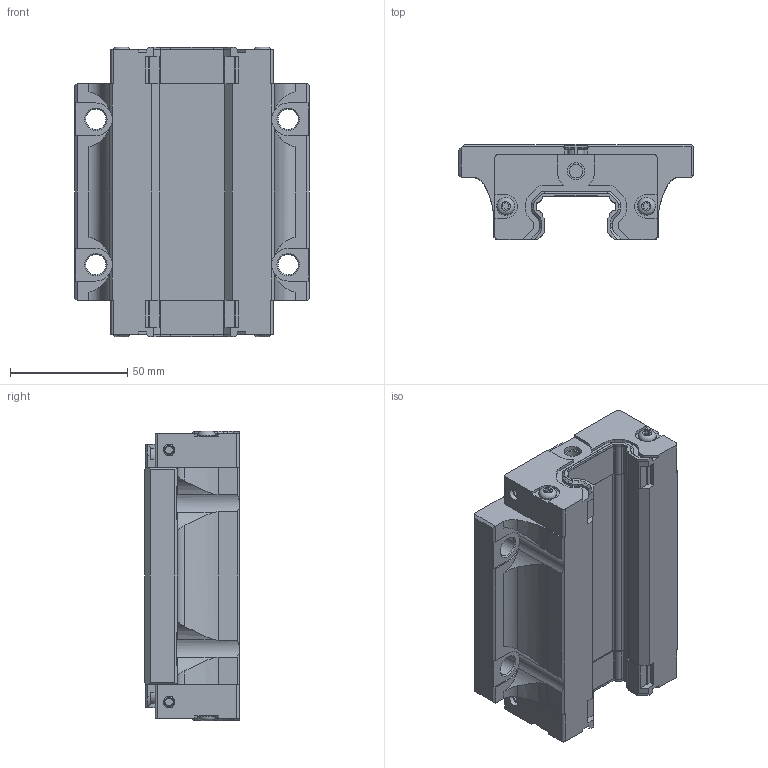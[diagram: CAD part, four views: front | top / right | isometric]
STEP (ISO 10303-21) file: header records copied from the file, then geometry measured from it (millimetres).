
FILE_DESCRIPTION(/* description */ ('Vozík'),/* implementation_level */ '2;1');
FILE_NAME(/* name */ 'LGBCH 35 FL SS N Z1-N.stp',/* time_stamp */ '2022-08-15T13:06:59+02:00',/* author */ ('konstrukce'),/* organization */ ('NTNAUTOMATION'),/* preprocessor_version */ 'ST-DEVELOPER v18.1',/* originating_system */ 'Autodesk Inventor 2022',/* authorisation */ '');
FILE_SCHEMA (('AUTOMOTIVE_DESIGN { 1 0 10303 214 3 1 1 }'));
Length unit declared in the file: millimetre
Products named in the file (1): LGBCH 35 FL SS N Z1-N
Bounding box: 100 x 40.5 x 123.5 mm (x, y, z)
Volume: 301514.3 mm3; surface area: 44871.2 mm2
Topology: 1 solids, 1 shells, 576 faces, 1570 edges, 1024 vertices
Faces by surface type: plane 366, cylinder 170, cone 36, torus 4
Full cylindrical faces by diameter (mm): 2.5 x2, 5 x10, 5.78 x2, 7.4 x2, 7.6 x4, 8.6 x4, 9 x2
Entity records: 18462 total; most frequent: CARTESIAN_POINT 3339, ORIENTED_EDGE 3140, DIRECTION 3080, EDGE_CURVE 1570, LINE 1150, VECTOR 1150, VERTEX_POINT 1024, AXIS2_PLACEMENT_3D 965
